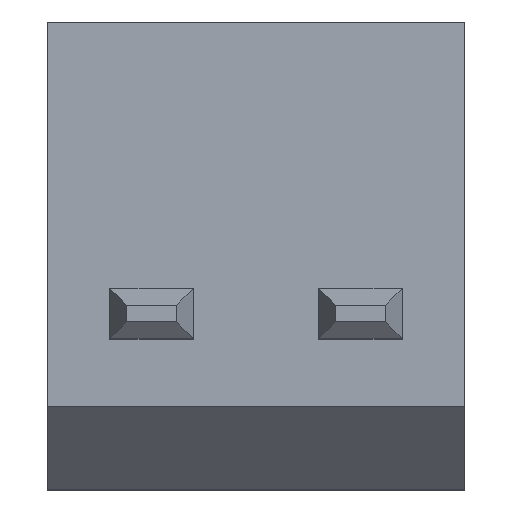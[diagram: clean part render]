
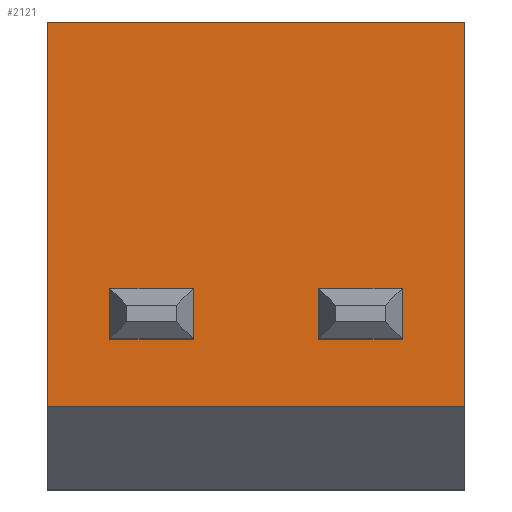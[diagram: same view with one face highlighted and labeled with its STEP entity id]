
A CAD part, top view. The second image highlights one B-rep face of the part: STEP entity #2121.
In plain terms, the highlighted planar face has unit normal (0, 0, 1).
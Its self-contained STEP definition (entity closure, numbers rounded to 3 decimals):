
#2121 = ADVANCED_FACE('',(#2122),#2136,.T.);
#2122 = FACE_BOUND('',#2123,.T.);
#2123 = EDGE_LOOP('',(#2124,#2159,#2187,#2215));
#2124 = ORIENTED_EDGE('',*,*,#2125,.T.);
#2125 = EDGE_CURVE('',#2126,#2128,#2130,.T.);
#2126 = VERTEX_POINT('',#2127);
#2127 = CARTESIAN_POINT('',(-1.25,-1.1,3.2));
#2128 = VERTEX_POINT('',#2129);
#2129 = CARTESIAN_POINT('',(3.75,-1.1,3.2));
#2130 = SURFACE_CURVE('',#2131,(#2135,#2147),.PCURVE_S1.);
#2131 = LINE('',#2132,#2133);
#2132 = CARTESIAN_POINT('',(-1.25,-1.1,3.2));
#2133 = VECTOR('',#2134,1.);
#2134 = DIRECTION('',(1.,0.,0.));
#2135 = PCURVE('',#2136,#2141);
#2136 = PLANE('',#2137);
#2137 = AXIS2_PLACEMENT_3D('',#2138,#2139,#2140);
#2138 = CARTESIAN_POINT('',(-1.25,-1.1,3.2));
#2139 = DIRECTION('',(0.,0.,1.));
#2140 = DIRECTION('',(0.,1.,0.));
#2141 = DEFINITIONAL_REPRESENTATION('',(#2142),#2146);
#2142 = LINE('',#2143,#2144);
#2143 = CARTESIAN_POINT('',(0.,0.));
#2144 = VECTOR('',#2145,1.);
#2145 = DIRECTION('',(0.,-1.));
#2146 = ( GEOMETRIC_REPRESENTATION_CONTEXT(2) 
PARAMETRIC_REPRESENTATION_CONTEXT() REPRESENTATION_CONTEXT('2D SPACE',''
  ) );
#2147 = PCURVE('',#2148,#2153);
#2148 = PLANE('',#2149);
#2149 = AXIS2_PLACEMENT_3D('',#2150,#2151,#2152);
#2150 = CARTESIAN_POINT('',(-1.25,-1.1,3.2));
#2151 = DIRECTION('',(0.,0.707,-0.707));
#2152 = DIRECTION('',(0.,-0.707,-0.707));
#2153 = DEFINITIONAL_REPRESENTATION('',(#2154),#2158);
#2154 = LINE('',#2155,#2156);
#2155 = CARTESIAN_POINT('',(0.,0.));
#2156 = VECTOR('',#2157,1.);
#2157 = DIRECTION('',(0.,-1.));
#2158 = ( GEOMETRIC_REPRESENTATION_CONTEXT(2) 
PARAMETRIC_REPRESENTATION_CONTEXT() REPRESENTATION_CONTEXT('2D SPACE',''
  ) );
#2159 = ORIENTED_EDGE('',*,*,#2160,.T.);
#2160 = EDGE_CURVE('',#2128,#2161,#2163,.T.);
#2161 = VERTEX_POINT('',#2162);
#2162 = CARTESIAN_POINT('',(3.75,3.5,3.2));
#2163 = SURFACE_CURVE('',#2164,(#2168,#2175),.PCURVE_S1.);
#2164 = LINE('',#2165,#2166);
#2165 = CARTESIAN_POINT('',(3.75,-1.1,3.2));
#2166 = VECTOR('',#2167,1.);
#2167 = DIRECTION('',(0.,1.,0.));
#2168 = PCURVE('',#2136,#2169);
#2169 = DEFINITIONAL_REPRESENTATION('',(#2170),#2174);
#2170 = LINE('',#2171,#2172);
#2171 = CARTESIAN_POINT('',(0.,-5.));
#2172 = VECTOR('',#2173,1.);
#2173 = DIRECTION('',(1.,0.));
#2174 = ( GEOMETRIC_REPRESENTATION_CONTEXT(2) 
PARAMETRIC_REPRESENTATION_CONTEXT() REPRESENTATION_CONTEXT('2D SPACE',''
  ) );
#2175 = PCURVE('',#2176,#2181);
#2176 = PLANE('',#2177);
#2177 = AXIS2_PLACEMENT_3D('',#2178,#2179,#2180);
#2178 = CARTESIAN_POINT('',(3.75,0.951,1.622));
#2179 = DIRECTION('',(1.,0.,0.));
#2180 = DIRECTION('',(0.,0.,1.));
#2181 = DEFINITIONAL_REPRESENTATION('',(#2182),#2186);
#2182 = LINE('',#2183,#2184);
#2183 = CARTESIAN_POINT('',(1.578,2.051));
#2184 = VECTOR('',#2185,1.);
#2185 = DIRECTION('',(0.,-1.));
#2186 = ( GEOMETRIC_REPRESENTATION_CONTEXT(2) 
PARAMETRIC_REPRESENTATION_CONTEXT() REPRESENTATION_CONTEXT('2D SPACE',''
  ) );
#2187 = ORIENTED_EDGE('',*,*,#2188,.F.);
#2188 = EDGE_CURVE('',#2189,#2161,#2191,.T.);
#2189 = VERTEX_POINT('',#2190);
#2190 = CARTESIAN_POINT('',(-1.25,3.5,3.2));
#2191 = SURFACE_CURVE('',#2192,(#2196,#2203),.PCURVE_S1.);
#2192 = LINE('',#2193,#2194);
#2193 = CARTESIAN_POINT('',(-1.25,3.5,3.2));
#2194 = VECTOR('',#2195,1.);
#2195 = DIRECTION('',(1.,0.,0.));
#2196 = PCURVE('',#2136,#2197);
#2197 = DEFINITIONAL_REPRESENTATION('',(#2198),#2202);
#2198 = LINE('',#2199,#2200);
#2199 = CARTESIAN_POINT('',(4.6,0.));
#2200 = VECTOR('',#2201,1.);
#2201 = DIRECTION('',(0.,-1.));
#2202 = ( GEOMETRIC_REPRESENTATION_CONTEXT(2) 
PARAMETRIC_REPRESENTATION_CONTEXT() REPRESENTATION_CONTEXT('2D SPACE',''
  ) );
#2203 = PCURVE('',#2204,#2209);
#2204 = PLANE('',#2205);
#2205 = AXIS2_PLACEMENT_3D('',#2206,#2207,#2208);
#2206 = CARTESIAN_POINT('',(-1.25,3.5,3.2));
#2207 = DIRECTION('',(0.,1.,0.));
#2208 = DIRECTION('',(0.,0.,-1.));
#2209 = DEFINITIONAL_REPRESENTATION('',(#2210),#2214);
#2210 = LINE('',#2211,#2212);
#2211 = CARTESIAN_POINT('',(0.,0.));
#2212 = VECTOR('',#2213,1.);
#2213 = DIRECTION('',(0.,-1.));
#2214 = ( GEOMETRIC_REPRESENTATION_CONTEXT(2) 
PARAMETRIC_REPRESENTATION_CONTEXT() REPRESENTATION_CONTEXT('2D SPACE',''
  ) );
#2215 = ORIENTED_EDGE('',*,*,#2216,.F.);
#2216 = EDGE_CURVE('',#2126,#2189,#2217,.T.);
#2217 = SURFACE_CURVE('',#2218,(#2222,#2229),.PCURVE_S1.);
#2218 = LINE('',#2219,#2220);
#2219 = CARTESIAN_POINT('',(-1.25,-1.1,3.2));
#2220 = VECTOR('',#2221,1.);
#2221 = DIRECTION('',(0.,1.,0.));
#2222 = PCURVE('',#2136,#2223);
#2223 = DEFINITIONAL_REPRESENTATION('',(#2224),#2228);
#2224 = LINE('',#2225,#2226);
#2225 = CARTESIAN_POINT('',(0.,0.));
#2226 = VECTOR('',#2227,1.);
#2227 = DIRECTION('',(1.,0.));
#2228 = ( GEOMETRIC_REPRESENTATION_CONTEXT(2) 
PARAMETRIC_REPRESENTATION_CONTEXT() REPRESENTATION_CONTEXT('2D SPACE',''
  ) );
#2229 = PCURVE('',#2230,#2235);
#2230 = PLANE('',#2231);
#2231 = AXIS2_PLACEMENT_3D('',#2232,#2233,#2234);
#2232 = CARTESIAN_POINT('',(-1.25,0.951,1.622));
#2233 = DIRECTION('',(1.,0.,0.));
#2234 = DIRECTION('',(0.,0.,1.));
#2235 = DEFINITIONAL_REPRESENTATION('',(#2236),#2240);
#2236 = LINE('',#2237,#2238);
#2237 = CARTESIAN_POINT('',(1.578,2.051));
#2238 = VECTOR('',#2239,1.);
#2239 = DIRECTION('',(0.,-1.));
#2240 = ( GEOMETRIC_REPRESENTATION_CONTEXT(2) 
PARAMETRIC_REPRESENTATION_CONTEXT() REPRESENTATION_CONTEXT('2D SPACE',''
  ) );
